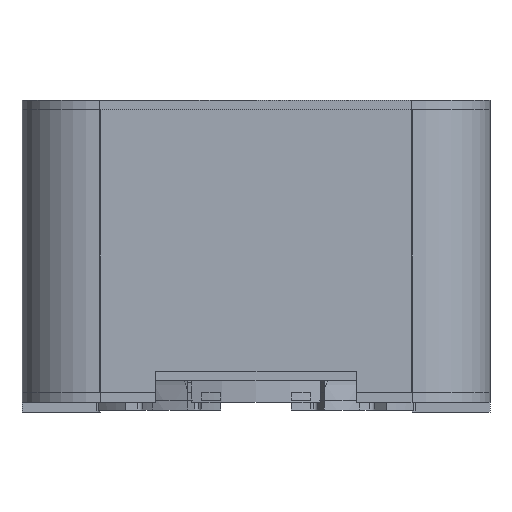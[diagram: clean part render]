
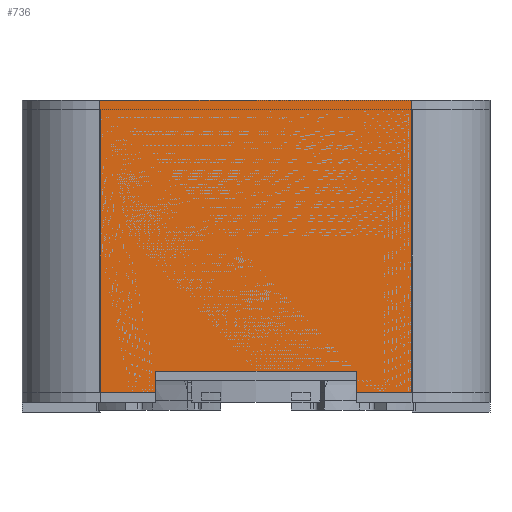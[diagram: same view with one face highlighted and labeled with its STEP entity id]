
A CAD part, left-side view. The second image highlights one B-rep face of the part: STEP entity #736.
In plain terms, the highlighted planar face has unit normal (-1, 0, 0).
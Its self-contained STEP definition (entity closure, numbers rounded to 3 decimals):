
#736 = ADVANCED_FACE( '', ( #1554 ), #1555, .F. );
#1554 = FACE_OUTER_BOUND( '', #3956, .T. );
#1555 = PLANE( '', #3957 );
#3956 = EDGE_LOOP( '', ( #7088, #7089, #7090, #7091, #7092, #7093, #7094, #7095 ) );
#3957 = AXIS2_PLACEMENT_3D( '', #7096, #7097, #7098 );
#7088 = ORIENTED_EDGE( '', *, *, #8587, .T. );
#7089 = ORIENTED_EDGE( '', *, *, #8588, .T. );
#7090 = ORIENTED_EDGE( '', *, *, #8300, .T. );
#7091 = ORIENTED_EDGE( '', *, *, #8029, .T. );
#7092 = ORIENTED_EDGE( '', *, *, #8589, .F. );
#7093 = ORIENTED_EDGE( '', *, *, #8255, .T. );
#7094 = ORIENTED_EDGE( '', *, *, #8200, .T. );
#7095 = ORIENTED_EDGE( '', *, *, #8224, .T. );
#7096 = CARTESIAN_POINT( '', ( -6., 6., 7.5 ) );
#7097 = DIRECTION( '', ( 1., 0., 0. ) );
#7098 = DIRECTION( '', ( 0., 0., -1. ) );
#8029 = EDGE_CURVE( '', #9287, #9284, #9288, .F. );
#8200 = EDGE_CURVE( '', #9561, #9559, #9562, .T. );
#8224 = EDGE_CURVE( '', #9559, #9596, #9598, .T. );
#8255 = EDGE_CURVE( '', #9639, #9561, #9642, .T. );
#8300 = EDGE_CURVE( '', #9708, #9287, #9709, .T. );
#8587 = EDGE_CURVE( '', #9596, #10081, #10082, .T. );
#8588 = EDGE_CURVE( '', #10081, #9708, #10083, .T. );
#8589 = EDGE_CURVE( '', #9639, #9284, #10084, .T. );
#9284 = VERTEX_POINT( '', #11250 );
#9287 = VERTEX_POINT( '', #11253 );
#9288 = LINE( '', #11254, #11255 );
#9559 = VERTEX_POINT( '', #11867 );
#9561 = VERTEX_POINT( '', #11870 );
#9562 = LINE( '', #11871, #11872 );
#9596 = VERTEX_POINT( '', #11945 );
#9598 = LINE( '', #11948, #11949 );
#9639 = VERTEX_POINT( '', #12015 );
#9642 = LINE( '', #12019, #12020 );
#9708 = VERTEX_POINT( '', #12143 );
#9709 = LINE( '', #12144, #12145 );
#10081 = VERTEX_POINT( '', #12943 );
#10082 = LINE( '', #12944, #12945 );
#10083 = LINE( '', #12946, #12947 );
#10084 = LINE( '', #12948, #12949 );
#11250 = CARTESIAN_POINT( '', ( -6., -4., 7.5 ) );
#11253 = CARTESIAN_POINT( '', ( -6., -4., 0. ) );
#11254 = CARTESIAN_POINT( '', ( -6., -4., 7.5 ) );
#11255 = VECTOR( '', #13506, 1000. );
#11867 = CARTESIAN_POINT( '', ( -6., 2.575, 0. ) );
#11870 = CARTESIAN_POINT( '', ( -6., 4., 0. ) );
#11871 = CARTESIAN_POINT( '', ( -6., 6., 0. ) );
#11872 = VECTOR( '', #13656, 1000. );
#11945 = CARTESIAN_POINT( '', ( -6., 2.575, 0.55 ) );
#11948 = CARTESIAN_POINT( '', ( -6., 2.575, 7.5 ) );
#11949 = VECTOR( '', #13672, 1000. );
#12015 = CARTESIAN_POINT( '', ( -6., 4., 7.5 ) );
#12019 = CARTESIAN_POINT( '', ( -6., 4., 7.5 ) );
#12020 = VECTOR( '', #13700, 1000. );
#12143 = CARTESIAN_POINT( '', ( -6., -2.575, 0. ) );
#12144 = CARTESIAN_POINT( '', ( -6., 6., 0. ) );
#12145 = VECTOR( '', #13750, 1000. );
#12943 = CARTESIAN_POINT( '', ( -6., -2.575, 0.55 ) );
#12944 = CARTESIAN_POINT( '', ( -6., 6., 0.55 ) );
#12945 = VECTOR( '', #13966, 1000. );
#12946 = CARTESIAN_POINT( '', ( -6., -2.575, 7.5 ) );
#12947 = VECTOR( '', #13967, 1000. );
#12948 = CARTESIAN_POINT( '', ( -6., 6., 7.5 ) );
#12949 = VECTOR( '', #13968, 1000. );
#13506 = DIRECTION( '', ( 0., 0., -1. ) );
#13656 = DIRECTION( '', ( 0., -1., 0. ) );
#13672 = DIRECTION( '', ( 0., 0., 1. ) );
#13700 = DIRECTION( '', ( 0., 0., -1. ) );
#13750 = DIRECTION( '', ( 0., -1., 0. ) );
#13966 = DIRECTION( '', ( 0., -1., 0. ) );
#13967 = DIRECTION( '', ( 0., 0., -1. ) );
#13968 = DIRECTION( '', ( 0., -1., 0. ) );
